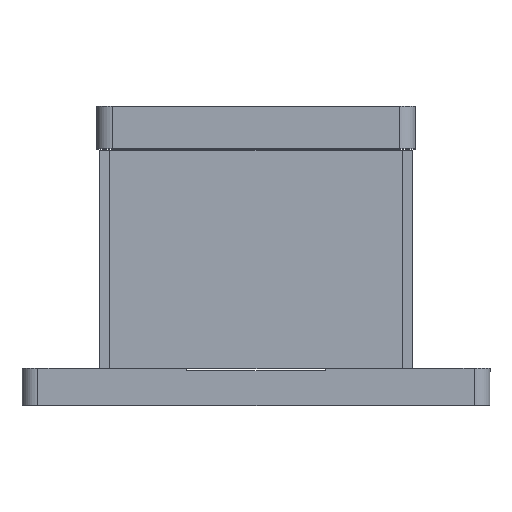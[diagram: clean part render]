
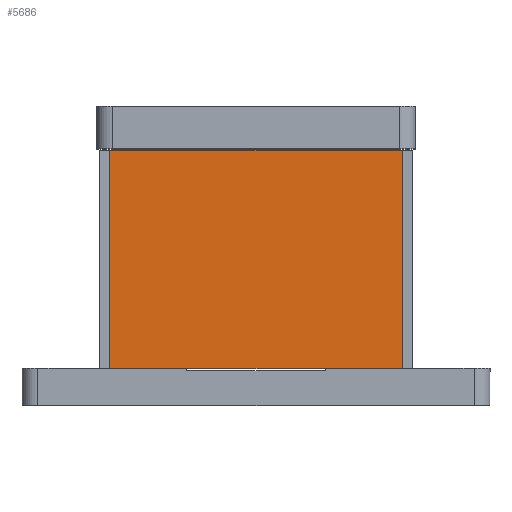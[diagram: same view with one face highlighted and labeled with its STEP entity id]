
A CAD part, top view. The second image highlights one B-rep face of the part: STEP entity #5686.
In plain terms, the highlighted planar face has unit normal (0, 0, 1).
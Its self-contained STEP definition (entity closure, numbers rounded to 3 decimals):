
#1014 = EDGE_CURVE ( 'NONE', #5262, #9497, #3546, .T. ) ;
#1335 = CARTESIAN_POINT ( 'NONE',  ( 27.5, 48., 33.5 ) ) ;
#1507 = DIRECTION ( 'NONE',  ( 1., 0., 0. ) ) ;
#2217 = VERTEX_POINT ( 'NONE', #1335 ) ;
#2804 = ORIENTED_EDGE ( 'NONE', *, *, #5489, .T. ) ;
#2864 = CARTESIAN_POINT ( 'NONE',  ( -27.5, 48., 33.5 ) ) ;
#3140 = VECTOR ( 'NONE', #9906, 1000. ) ;
#3146 = FACE_OUTER_BOUND ( 'NONE', #3946, .T. ) ;
#3434 = ORIENTED_EDGE ( 'NONE', *, *, #8257, .T. ) ;
#3471 = LINE ( 'NONE', #5634, #9809 ) ;
#3546 = LINE ( 'NONE', #6554, #7054 ) ;
#3946 = EDGE_LOOP ( 'NONE', ( #9249, #2804, #3434, #11418 ) ) ;
#3977 = AXIS2_PLACEMENT_3D ( 'NONE', #9148, #6030, #7198 ) ;
#4422 = LINE ( 'NONE', #7367, #10238 ) ;
#5262 = VERTEX_POINT ( 'NONE', #8790 ) ;
#5401 = DIRECTION ( 'NONE',  ( 0., 1., 0. ) ) ;
#5489 = EDGE_CURVE ( 'NONE', #9497, #10555, #3471, .T. ) ;
#5634 = CARTESIAN_POINT ( 'NONE',  ( -27.5, 7., 33.5 ) ) ;
#5686 = ADVANCED_FACE ( 'NONE', ( #3146 ), #7141, .T. ) ;
#5821 = EDGE_CURVE ( 'NONE', #2217, #5262, #7900, .T. ) ;
#6030 = DIRECTION ( 'NONE',  ( 0., 0., 1. ) ) ;
#6554 = CARTESIAN_POINT ( 'NONE',  ( -27.5, 48., 33.5 ) ) ;
#6953 = DIRECTION ( 'NONE',  ( 0., -1., 0. ) ) ;
#7054 = VECTOR ( 'NONE', #6953, 1000. ) ;
#7141 = PLANE ( 'NONE',  #3977 ) ;
#7198 = DIRECTION ( 'NONE',  ( 0., -1., 0. ) ) ;
#7367 = CARTESIAN_POINT ( 'NONE',  ( 27.5, 48., 33.5 ) ) ;
#7900 = LINE ( 'NONE', #2864, #3140 ) ;
#8257 = EDGE_CURVE ( 'NONE', #10555, #2217, #4422, .T. ) ;
#8669 = CARTESIAN_POINT ( 'NONE',  ( -27.5, 7., 33.5 ) ) ;
#8790 = CARTESIAN_POINT ( 'NONE',  ( -27.5, 48., 33.5 ) ) ;
#8797 = CARTESIAN_POINT ( 'NONE',  ( 27.5, 7., 33.5 ) ) ;
#9148 = CARTESIAN_POINT ( 'NONE',  ( -27.5, 7., 33.5 ) ) ;
#9249 = ORIENTED_EDGE ( 'NONE', *, *, #1014, .T. ) ;
#9497 = VERTEX_POINT ( 'NONE', #8669 ) ;
#9809 = VECTOR ( 'NONE', #1507, 1000. ) ;
#9906 = DIRECTION ( 'NONE',  ( -1., 0., 0. ) ) ;
#10238 = VECTOR ( 'NONE', #5401, 1000. ) ;
#10555 = VERTEX_POINT ( 'NONE', #8797 ) ;
#11418 = ORIENTED_EDGE ( 'NONE', *, *, #5821, .T. ) ;
